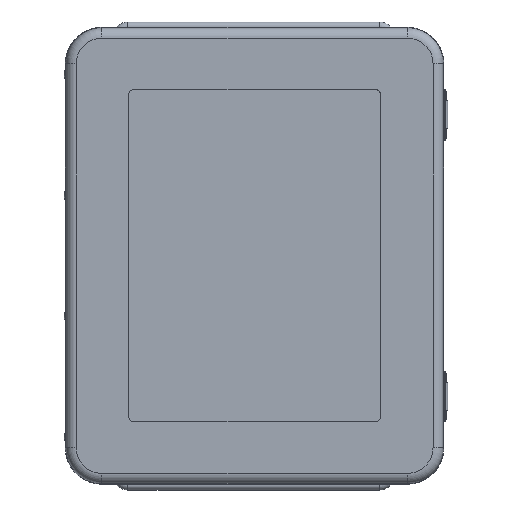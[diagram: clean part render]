
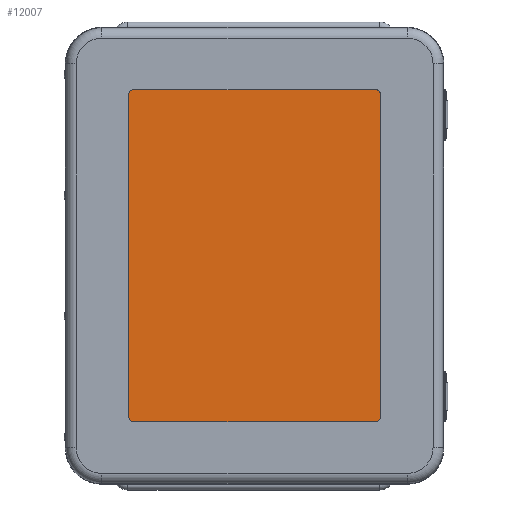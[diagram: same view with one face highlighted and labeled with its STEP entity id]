
A CAD part, top view. The second image highlights one B-rep face of the part: STEP entity #12007.
In plain terms, the highlighted planar face has unit normal (0, 0, 1).
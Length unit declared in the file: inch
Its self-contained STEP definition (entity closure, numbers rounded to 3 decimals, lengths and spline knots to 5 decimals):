
#595=LINE($,#20656,#1498);
#598=LINE($,#20664,#1501);
#601=LINE($,#20672,#1504);
#603=LINE($,#20678,#1506);
#1498=VECTOR($,#15470,8.);
#1501=VECTOR($,#15479,6.);
#1504=VECTOR($,#15488,8.);
#1506=VECTOR($,#15496,6.);
#2227=PLANE($,#13107);
#3420=FACE_OUTER_BOUND($,#4213,.T.);
#4213=EDGE_LOOP($,(#9631,#9632,#9633,#9634,#9635,#9636,#9637,#9638));
#5129=CIRCLE($,#13096,0.125);
#5130=CIRCLE($,#13099,0.125);
#5131=CIRCLE($,#13102,0.125);
#5132=CIRCLE($,#13105,0.125);
#5910=VERTEX_POINT($,#20648);
#5911=VERTEX_POINT($,#20650);
#5912=VERTEX_POINT($,#20654);
#5913=VERTEX_POINT($,#20658);
#5914=VERTEX_POINT($,#20662);
#5915=VERTEX_POINT($,#20666);
#5916=VERTEX_POINT($,#20670);
#5917=VERTEX_POINT($,#20674);
#7284=EDGE_CURVE($,#5910,#5911,#5129,.T.);
#7287=EDGE_CURVE($,#5912,#5910,#595,.T.);
#7289=EDGE_CURVE($,#5913,#5912,#5130,.T.);
#7291=EDGE_CURVE($,#5914,#5913,#598,.T.);
#7293=EDGE_CURVE($,#5915,#5914,#5131,.T.);
#7295=EDGE_CURVE($,#5916,#5915,#601,.T.);
#7297=EDGE_CURVE($,#5917,#5916,#5132,.T.);
#7298=EDGE_CURVE($,#5911,#5917,#603,.T.);
#9631=ORIENTED_EDGE($,*,*,#7298,.F.);
#9632=ORIENTED_EDGE($,*,*,#7284,.F.);
#9633=ORIENTED_EDGE($,*,*,#7287,.F.);
#9634=ORIENTED_EDGE($,*,*,#7289,.F.);
#9635=ORIENTED_EDGE($,*,*,#7291,.F.);
#9636=ORIENTED_EDGE($,*,*,#7293,.F.);
#9637=ORIENTED_EDGE($,*,*,#7295,.F.);
#9638=ORIENTED_EDGE($,*,*,#7297,.F.);
#12007=ADVANCED_FACE($,(#3420),#2227,.T.);
#13096=AXIS2_PLACEMENT_3D($,#20651,#15464,#15465);
#13099=AXIS2_PLACEMENT_3D($,#20660,#15474,#15475);
#13102=AXIS2_PLACEMENT_3D($,#20668,#15483,#15484);
#13105=AXIS2_PLACEMENT_3D($,#20676,#15492,#15493);
#13107=AXIS2_PLACEMENT_3D($,#20679,#15497,#15498);
#15464=DIRECTION('center_axis',(0.,0.,-1.));
#15465=DIRECTION('ref_axis',(0.,-1.,0.));
#15470=DIRECTION($,(0.,1.,0.));
#15474=DIRECTION('center_axis',(0.,0.,-1.));
#15475=DIRECTION('ref_axis',(1.,0.,0.));
#15479=DIRECTION($,(-1.,0.,0.));
#15483=DIRECTION('center_axis',(0.,0.,-1.));
#15484=DIRECTION('ref_axis',(0.,1.,0.));
#15488=DIRECTION($,(0.,-1.,0.));
#15492=DIRECTION('center_axis',(0.,0.,-1.));
#15493=DIRECTION('ref_axis',(-1.,0.,0.));
#15496=DIRECTION($,(1.,0.,0.));
#15497=DIRECTION('center_axis',(0.,0.,1.));
#15498=DIRECTION('ref_axis',(1.,0.,0.));
#20648=CARTESIAN_POINT('',(-3.125,4.,0.));
#20650=CARTESIAN_POINT('',(-3.,4.125,0.));
#20651=CARTESIAN_POINT('Origin',(-3.,4.,0.));
#20654=CARTESIAN_POINT('',(-3.125,-4.,0.));
#20656=CARTESIAN_POINT($,(-3.125,-4.,0.));
#20658=CARTESIAN_POINT('',(-3.,-4.125,0.));
#20660=CARTESIAN_POINT('Origin',(-3.,-4.,0.));
#20662=CARTESIAN_POINT('',(3.,-4.125,0.));
#20664=CARTESIAN_POINT($,(3.,-4.125,0.));
#20666=CARTESIAN_POINT('',(3.125,-4.,0.));
#20668=CARTESIAN_POINT('Origin',(3.,-4.,0.));
#20670=CARTESIAN_POINT('',(3.125,4.,0.));
#20672=CARTESIAN_POINT($,(3.125,4.,0.));
#20674=CARTESIAN_POINT('',(3.,4.125,0.));
#20676=CARTESIAN_POINT('Origin',(3.,4.,0.));
#20678=CARTESIAN_POINT($,(-3.,4.125,0.));
#20679=CARTESIAN_POINT('Origin',(0.,0.,0.));
